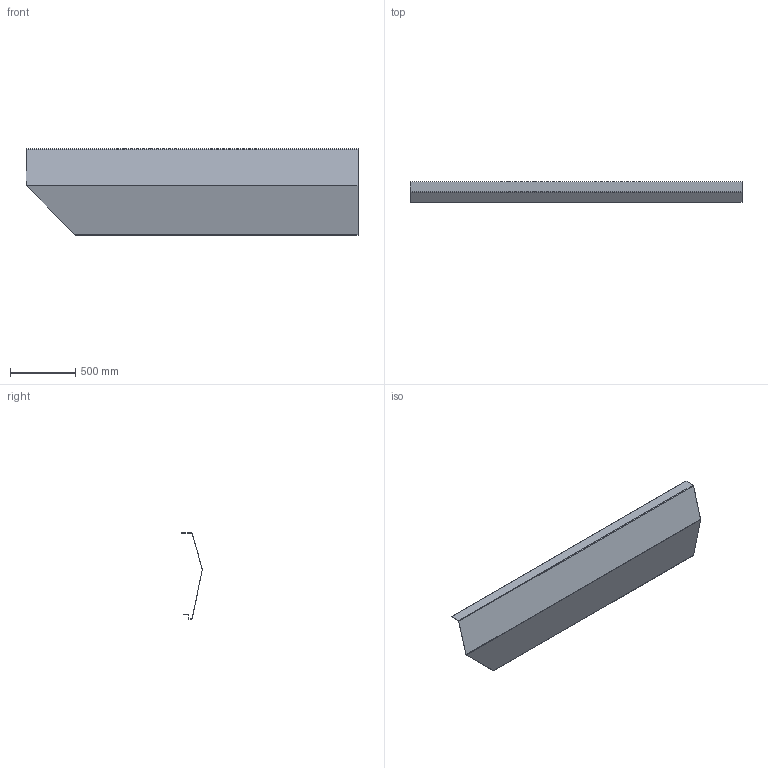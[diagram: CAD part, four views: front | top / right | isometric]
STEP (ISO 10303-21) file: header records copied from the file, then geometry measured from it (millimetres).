
FILE_DESCRIPTION(/* description */ ('Unknown'),/* implementation_level */ '2;1');
FILE_NAME(/* name */ 'Test_2',/* time_stamp */ '2016-01-16T16:11:48+01:00',/* author */ ('Unknown'),/* organization */ ('Unknown'),/* preprocessor_version */ 'ST-DEVELOPER v16.7',/* originating_system */ 'DEX',/* authorisation */ $);
FILE_SCHEMA (('AUTOMOTIVE_DESIGN {1 0 10303 214 3 1 1}'));
Length unit declared in the file: millimetre
Products named in the file (1): Test_2
Bounding box: 2550 x 160.35 x 661 mm (x, y, z)
Volume: 2080694.8 mm3; surface area: 4168033.1 mm2
Topology: 1 solids, 1 shells, 34 faces, 80 edges, 48 vertices
Faces by surface type: plane 20, cylinder 10, bspline 4
Entity records: 1030 total; most frequent: CARTESIAN_POINT 223, DIRECTION 162, ORIENTED_EDGE 160, EDGE_CURVE 80, LINE 60, VECTOR 60, AXIS2_PLACEMENT_3D 51, VERTEX_POINT 48
